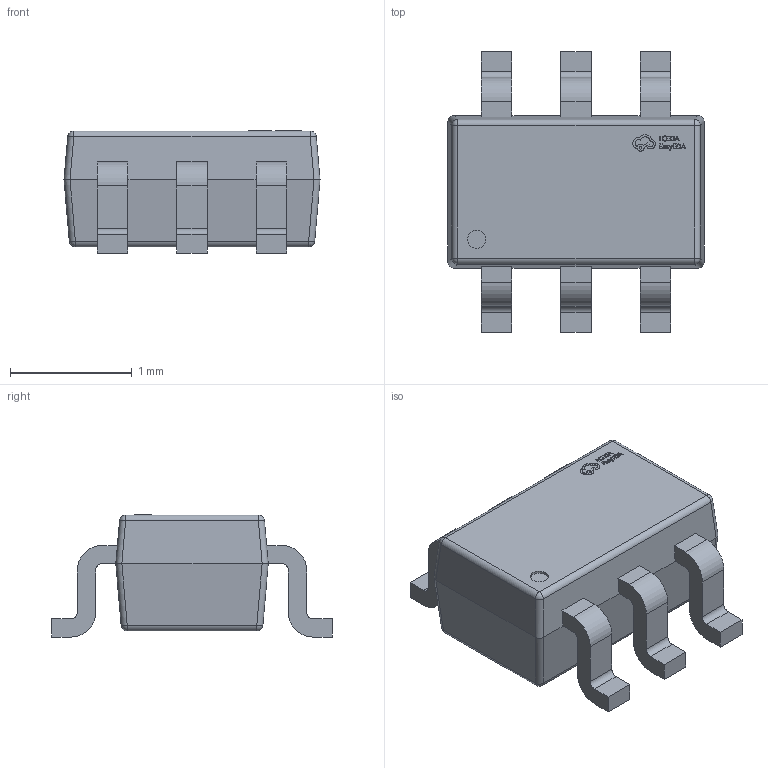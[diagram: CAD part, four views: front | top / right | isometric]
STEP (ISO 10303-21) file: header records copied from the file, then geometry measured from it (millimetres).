
FILE_DESCRIPTION (( 'STEP AP214' ), '1' );
FILE_NAME ('SOT-363_L2.1-W1.3-P0.65-LS2.3-BL.step', '2022-07-26T11:13:20', ( '' ), ( '' ), 'SwSTEP 2.0', 'SolidWorks 2020', '' );
FILE_SCHEMA (( 'AUTOMOTIVE_DESIGN' ));
Length unit declared in the file: millimetre
Products named in the file (1): SOT-363_L2.1-W1.3-P0.65-LS2.3-BL
Bounding box: 2.1 x 2.3 x 1 mm (x, y, z)
Volume: 2.6 mm3; surface area: 15.7 mm2
Topology: 14 solids, 14 shells, 405 faces, 1063 edges, 694 vertices
Faces by surface type: plane 243, bspline 112, cylinder 42, sphere 8
Entity records: 17536 total; most frequent: CARTESIAN_POINT 4279, ORIENTED_EDGE 2126, DIRECTION 1495, EDGE_CURVE 1063, VECTOR 755, LINE 755, VERTEX_POINT 694, EDGE_LOOP 425
